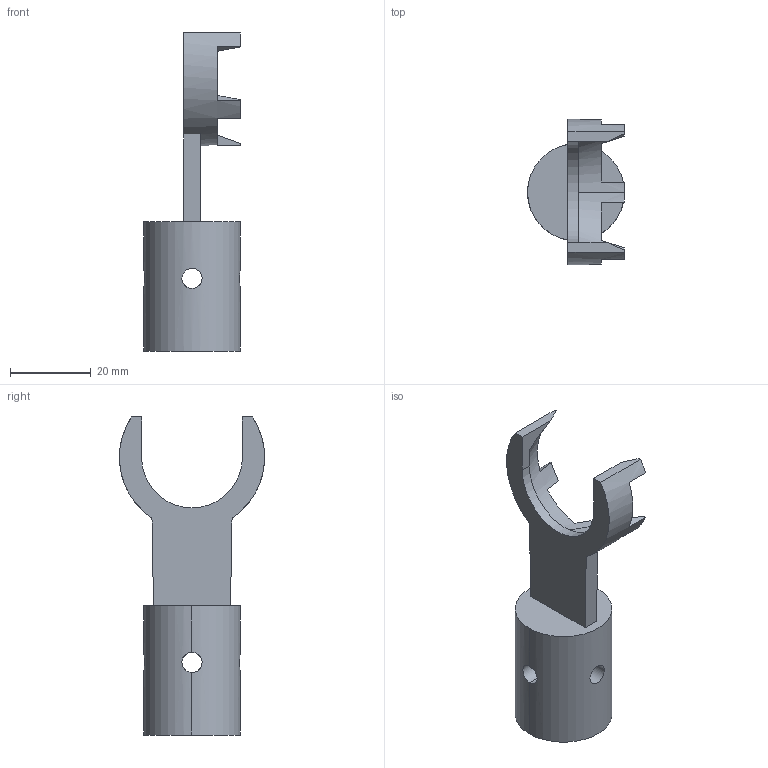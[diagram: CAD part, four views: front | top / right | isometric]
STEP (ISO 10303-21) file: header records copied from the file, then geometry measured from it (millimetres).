
FILE_DESCRIPTION (( 'STEP AP203' ), '1' );
FILE_NAME ('STP-5281-123-025-0(04587).STEP', '2022-07-26T03:12:18', ( '' ), ( '' ), 'SwSTEP 2.0', 'SolidWorks 2017', '' );
FILE_SCHEMA (( 'CONFIG_CONTROL_DESIGN' ));
Length unit declared in the file: millimetre
Products named in the file (1): STP-5281-123-025-0(04587)
Bounding box: 24 x 35.97 x 78.8 mm (x, y, z)
Volume: 13004.4 mm3; surface area: 7635.3 mm2
Topology: 1 solids, 1 shells, 45 faces, 127 edges, 82 vertices
Faces by surface type: plane 29, cylinder 14, cone 2
Entity records: 2012 total; most frequent: CARTESIAN_POINT 779, ORIENTED_EDGE 254, DIRECTION 225, EDGE_CURVE 127, VERTEX_POINT 82, AXIS2_PLACEMENT_3D 80, LINE 65, VECTOR 65
